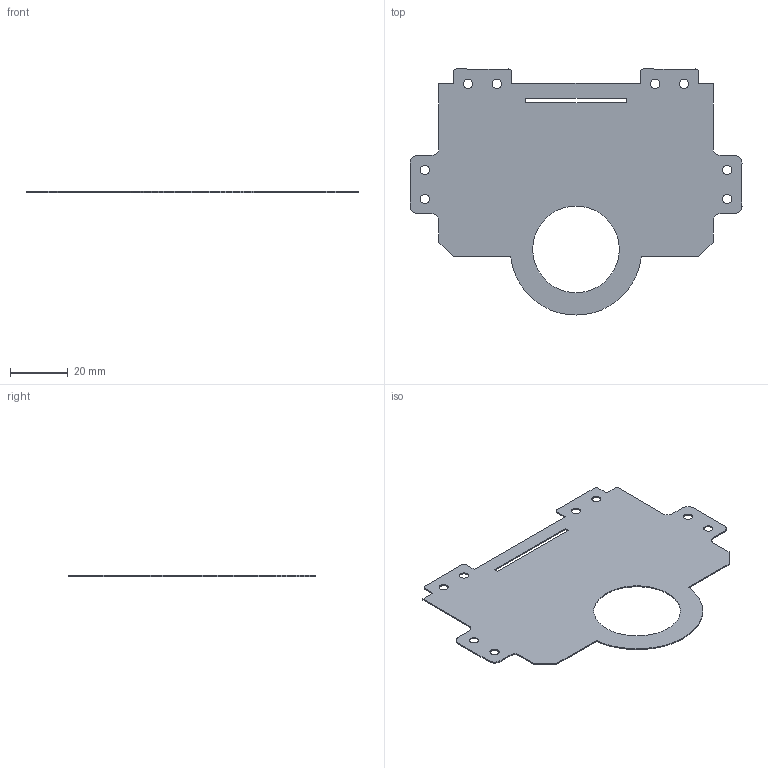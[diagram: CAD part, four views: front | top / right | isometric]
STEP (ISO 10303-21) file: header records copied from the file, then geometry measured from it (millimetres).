
FILE_DESCRIPTION(('Open CASCADE Model'),'2;1');
FILE_NAME('Open CASCADE Shape Model','2008-05-13T10:53:30',('Author'),( 'Open CASCADE'),'Open CASCADE STEP processor 6.2','Open CASCADE 6.2' ,'Unknown');
FILE_SCHEMA(('AUTOMOTIVE_DESIGN { 1 0 10303 214 1 1 1 1 }'));
Length unit declared in the file: millimetre
Products named in the file (2): PCB; Board
Assembly tree (1 placements, depth 2):
  PCB
    Board
Bounding box: 115.27 x 85.42 x 0.39 mm (x, y, z)
Volume: 2422 mm3; surface area: 12627.5 mm2
Topology: 1 solids, 1 shells, 542 faces, 1620 edges, 1080 vertices
Faces by surface type: plane 542
Entity records: 38983 total; most frequent: CARTESIAN_POINT 6484, DIRECTION 5948, LINE 4860, VECTOR 4860, ORIENTED_EDGE 3240, PCURVE 3240, DEFINITIONAL_REPRESENTATION 3240, EDGE_CURVE 1620
